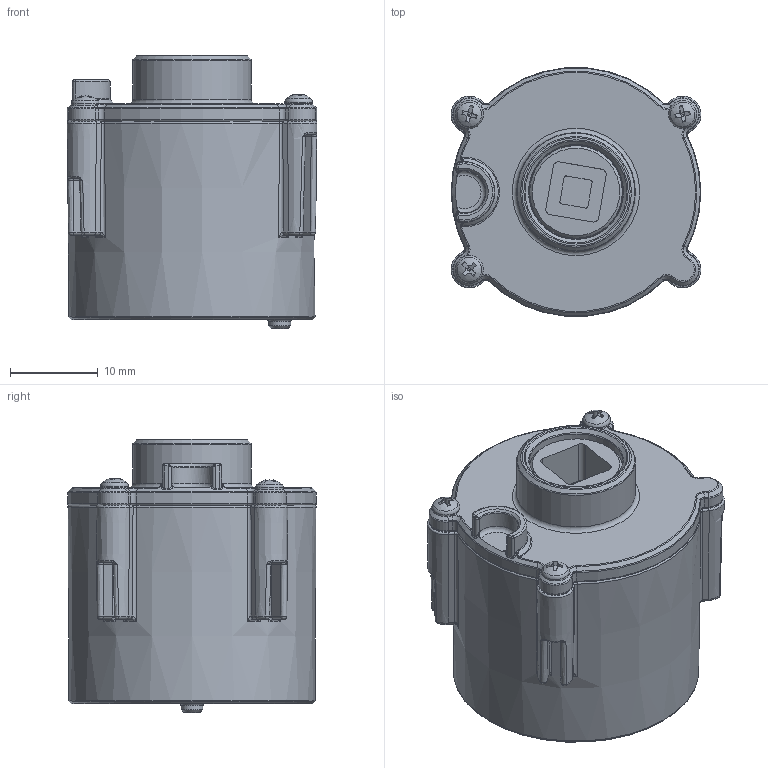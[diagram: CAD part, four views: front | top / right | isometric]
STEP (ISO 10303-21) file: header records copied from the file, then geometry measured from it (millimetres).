
FILE_DESCRIPTION(/* description */ (''),/* implementation_level */ '2;1');
FILE_NAME(/* name */ '3600cart.stp',/* time_stamp */ '2021-02-19T21:27:30-05:00',/* author */ ('Brandt'),/* organization */ (''),/* preprocessor_version */ 'ST-DEVELOPER v16.5',/* originating_system */ 'Autodesk Inventor 2017',/* authorisation */ '');
FILE_SCHEMA (('AUTOMOTIVE_DESIGN { 1 0 10303 214 3 1 1 }'));
Length unit declared in the file: millimetre
Products named in the file (7): 3600cart; 276-4840-061 Rev7_Ring_Gear_Fixed01 .6 Rev3; 276-4840-062 Rev1; Shsft; ShaftSide-01-01; 3600rpm cap; gear sleeve
Assembly tree (10 placements, depth 2):
  3600cart
    276-4840-061 Rev7_Ring_Gear_Fixed01 .6 Rev3
    276-4840-062 Rev1  x3
    Shsft  x3
    ShaftSide-01-01
    3600rpm cap
    gear sleeve
Bounding box: 28.45 x 28.29 x 31.1 mm (x, y, z)
Volume: 11045.4 mm3; surface area: 12145.8 mm2
Topology: 10 solids, 10 shells, 865 faces, 2127 edges, 1278 vertices
Faces by surface type: cylinder 283, plane 216, torus 150, bspline 142, cone 55, sphere 19
Full cylindrical faces by diameter (mm): 1.25 x3, 1.5 x2, 1.8 x6, 2.362 x3, 2.47 x1, 2.5 x4, 2.515 x3, 2.667 x3, 10.55 x1, 10.7 x1, 13.5 x1, 24.3 x1, 26.3 x1
Entity records: 31391 total; most frequent: CARTESIAN_POINT 13882, DIRECTION 3662, ORIENTED_EDGE 3522, EDGE_CURVE 1761, AXIS2_PLACEMENT_3D 1549, VERTEX_POINT 1108, EDGE_LOOP 869, CIRCLE 852
